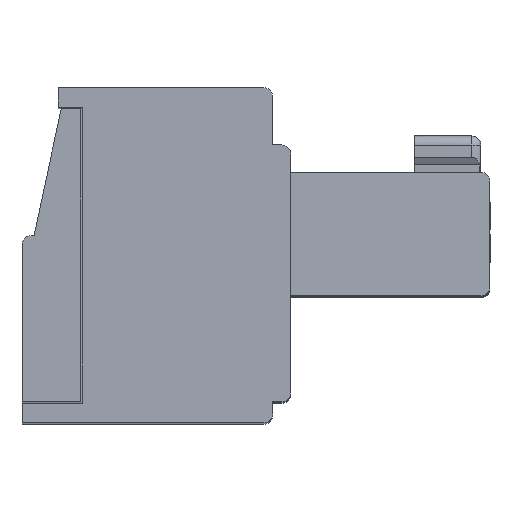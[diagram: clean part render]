
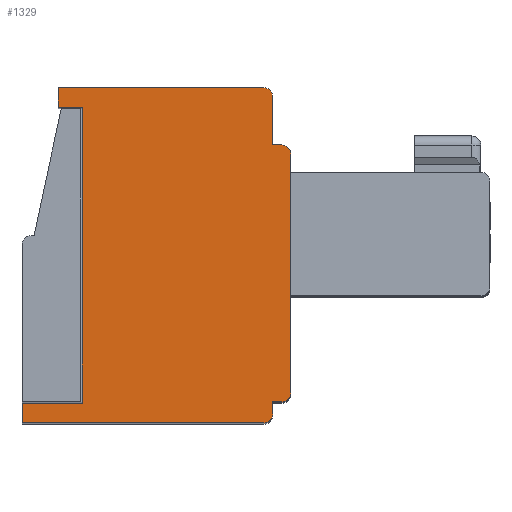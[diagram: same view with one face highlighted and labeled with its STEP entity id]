
A CAD part, top view. The second image highlights one B-rep face of the part: STEP entity #1329.
In plain terms, the highlighted planar face has unit normal (0, 0, 1).
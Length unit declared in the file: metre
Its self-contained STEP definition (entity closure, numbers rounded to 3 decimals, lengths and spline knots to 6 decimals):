
#1329=ADVANCED_FACE('',(#3070),#3071,.F.);
#3070=FACE_OUTER_BOUND('',#5271,.T.);
#3071=PLANE('',#5272);
#5271=EDGE_LOOP('',(#9124,#9125,#9126,#9127,#9128,#9129,#9130,#9131,#9132,#9133,#9134,#9135,#9136,#9137,#9138,#9139));
#5272=AXIS2_PLACEMENT_3D('',#9140,#9141,#9142);
#9124=ORIENTED_EDGE('',*,*,#14008,.F.);
#9125=ORIENTED_EDGE('',*,*,#14009,.T.);
#9126=ORIENTED_EDGE('',*,*,#14010,.T.);
#9127=ORIENTED_EDGE('',*,*,#14011,.T.);
#9128=ORIENTED_EDGE('',*,*,#14012,.T.);
#9129=ORIENTED_EDGE('',*,*,#14013,.T.);
#9130=ORIENTED_EDGE('',*,*,#14014,.T.);
#9131=ORIENTED_EDGE('',*,*,#14015,.T.);
#9132=ORIENTED_EDGE('',*,*,#14016,.F.);
#9133=ORIENTED_EDGE('',*,*,#14017,.T.);
#9134=ORIENTED_EDGE('',*,*,#14018,.T.);
#9135=ORIENTED_EDGE('',*,*,#14019,.T.);
#9136=ORIENTED_EDGE('',*,*,#14020,.T.);
#9137=ORIENTED_EDGE('',*,*,#14021,.T.);
#9138=ORIENTED_EDGE('',*,*,#14022,.T.);
#9139=ORIENTED_EDGE('',*,*,#14023,.T.);
#9140=CARTESIAN_POINT('',(0.013673,0.00851,0.023633));
#9141=DIRECTION('',(0.,0.,-1.0));
#9142=DIRECTION('',(0.0,-1.0,0.));
#14008=EDGE_CURVE('',#17098,#17099,#17100,.T.);
#14009=EDGE_CURVE('',#17098,#17101,#17102,.T.);
#14010=EDGE_CURVE('',#17101,#17103,#17104,.T.);
#14011=EDGE_CURVE('',#17103,#17105,#17106,.T.);
#14012=EDGE_CURVE('',#17105,#17107,#17108,.T.);
#14013=EDGE_CURVE('',#17107,#17109,#17110,.T.);
#14014=EDGE_CURVE('',#17109,#17111,#17112,.T.);
#14015=EDGE_CURVE('',#17111,#17113,#17114,.T.);
#14016=EDGE_CURVE('',#17115,#17113,#17116,.T.);
#14017=EDGE_CURVE('',#17115,#17117,#17118,.T.);
#14018=EDGE_CURVE('',#17117,#17119,#17120,.T.);
#14019=EDGE_CURVE('',#17119,#17121,#17122,.T.);
#14020=EDGE_CURVE('',#17121,#17123,#17124,.T.);
#14021=EDGE_CURVE('',#17123,#17125,#17126,.T.);
#14022=EDGE_CURVE('',#17125,#17127,#17128,.T.);
#14023=EDGE_CURVE('',#17127,#17099,#17129,.T.);
#17098=VERTEX_POINT('',#21598);
#17099=VERTEX_POINT('',#21599);
#17100=LINE('',#21600,#21601);
#17101=VERTEX_POINT('',#21602);
#17102=LINE('',#21603,#21604);
#17103=VERTEX_POINT('',#21605);
#17104=LINE('',#21606,#21607);
#17105=VERTEX_POINT('',#21608);
#17106=LINE('',#21609,#21610);
#17107=VERTEX_POINT('',#21611);
#17108=CIRCLE('',#21612,0.0003);
#17109=VERTEX_POINT('',#21613);
#17110=LINE('',#21614,#21615);
#17111=VERTEX_POINT('',#21616);
#17112=LINE('',#21617,#21618);
#17113=VERTEX_POINT('',#21619);
#17114=CIRCLE('',#21620,0.0003);
#17115=VERTEX_POINT('',#21621);
#17116=LINE('',#21622,#21623);
#17117=VERTEX_POINT('',#21624);
#17118=CIRCLE('',#21625,0.0003);
#17119=VERTEX_POINT('',#21626);
#17120=LINE('',#21627,#21628);
#17121=VERTEX_POINT('',#21629);
#17122=LINE('',#21630,#21631);
#17123=VERTEX_POINT('',#21632);
#17124=CIRCLE('',#21633,0.0003);
#17125=VERTEX_POINT('',#21634);
#17126=LINE('',#21635,#21636);
#17127=VERTEX_POINT('',#21637);
#17128=LINE('',#21638,#21639);
#17129=LINE('',#21640,#21641);
#21598=CARTESIAN_POINT('',(0.000473,0.00116,0.023633));
#21599=CARTESIAN_POINT('',(0.000473,0.01096,0.023633));
#21600=CARTESIAN_POINT('',(0.000473,0.00116,0.023633));
#21601=VECTOR('',#25350,1.0);
#21602=CARTESIAN_POINT('',(-0.001527,0.00116,0.023633));
#21603=CARTESIAN_POINT('',(0.013673,0.00116,0.023633));
#21604=VECTOR('',#25351,1.0);
#21605=CARTESIAN_POINT('',(-0.001527,0.00051,0.023633));
#21606=CARTESIAN_POINT('',(-0.001527,0.00851,0.023633));
#21607=VECTOR('',#25352,1.0);
#21608=CARTESIAN_POINT('',(0.006473,0.00051,0.023633));
#21609=CARTESIAN_POINT('',(0.013673,0.00051,0.023633));
#21610=VECTOR('',#25353,1.0);
#21611=CARTESIAN_POINT('',(0.006773,0.00081,0.023633));
#21612=AXIS2_PLACEMENT_3D('',#25354,#25355,#25356);
#21613=CARTESIAN_POINT('',(0.006773,0.00121,0.023633));
#21614=CARTESIAN_POINT('',(0.006773,0.00851,0.023633));
#21615=VECTOR('',#25357,1.0);
#21616=CARTESIAN_POINT('',(0.007073,0.00121,0.023633));
#21617=CARTESIAN_POINT('',(0.013673,0.00121,0.023633));
#21618=VECTOR('',#25358,1.0);
#21619=CARTESIAN_POINT('',(0.007373,0.00151,0.023633));
#21620=AXIS2_PLACEMENT_3D('',#25359,#25360,#25361);
#21621=CARTESIAN_POINT('',(0.007373,0.00941,0.023633));
#21622=CARTESIAN_POINT('',(0.007373,0.00941,0.023633));
#21623=VECTOR('',#25362,1.0);
#21624=CARTESIAN_POINT('',(0.007073,0.00971,0.023633));
#21625=AXIS2_PLACEMENT_3D('',#25363,#25364,#25365);
#21626=CARTESIAN_POINT('',(0.006773,0.00971,0.023633));
#21627=CARTESIAN_POINT('',(0.006773,0.00971,0.023633));
#21628=VECTOR('',#25366,1.0);
#21629=CARTESIAN_POINT('',(0.006773,0.01131,0.023633));
#21630=CARTESIAN_POINT('',(0.006773,0.00851,0.023633));
#21631=VECTOR('',#25367,1.0);
#21632=CARTESIAN_POINT('',(0.006473,0.01161,0.023633));
#21633=AXIS2_PLACEMENT_3D('',#25368,#25369,#25370);
#21634=CARTESIAN_POINT('',(-0.000327,0.01161,0.023633));
#21635=CARTESIAN_POINT('',(0.013673,0.01161,0.023633));
#21636=VECTOR('',#25371,1.0);
#21637=CARTESIAN_POINT('',(-0.000327,0.01096,0.023633));
#21638=CARTESIAN_POINT('',(-0.000327,0.00851,0.023633));
#21639=VECTOR('',#25372,1.0);
#21640=CARTESIAN_POINT('',(0.013673,0.01096,0.023633));
#21641=VECTOR('',#25373,1.0);
#25350=DIRECTION('',(0.,1.0,0.0));
#25351=DIRECTION('',(-1.0,0.,0.));
#25352=DIRECTION('',(0.,-1.0,0.));
#25353=DIRECTION('',(1.0,0.,0.));
#25354=CARTESIAN_POINT('',(0.006473,0.00081,0.023633));
#25355=DIRECTION('',(0.,0.,1.0));
#25356=DIRECTION('',(-1.0,0.,0.));
#25357=DIRECTION('',(0.,1.0,0.));
#25358=DIRECTION('',(1.0,0.,0.));
#25359=CARTESIAN_POINT('',(0.007073,0.00151,0.023633));
#25360=DIRECTION('',(0.,0.,1.0));
#25361=DIRECTION('',(-1.0,0.,0.));
#25362=DIRECTION('',(0.,-1.0,0.0));
#25363=CARTESIAN_POINT('',(0.007073,0.00941,0.023633));
#25364=DIRECTION('',(0.,0.,1.0));
#25365=DIRECTION('',(-1.0,0.0,0.));
#25366=DIRECTION('',(-1.0,0.,0.));
#25367=DIRECTION('',(0.,1.0,0.));
#25368=CARTESIAN_POINT('',(0.006473,0.01131,0.023633));
#25369=DIRECTION('',(0.,0.,1.0));
#25370=DIRECTION('',(-1.0,0.,0.));
#25371=DIRECTION('',(-1.0,0.,0.));
#25372=DIRECTION('',(0.,-1.0,0.));
#25373=DIRECTION('',(1.0,0.,0.));
